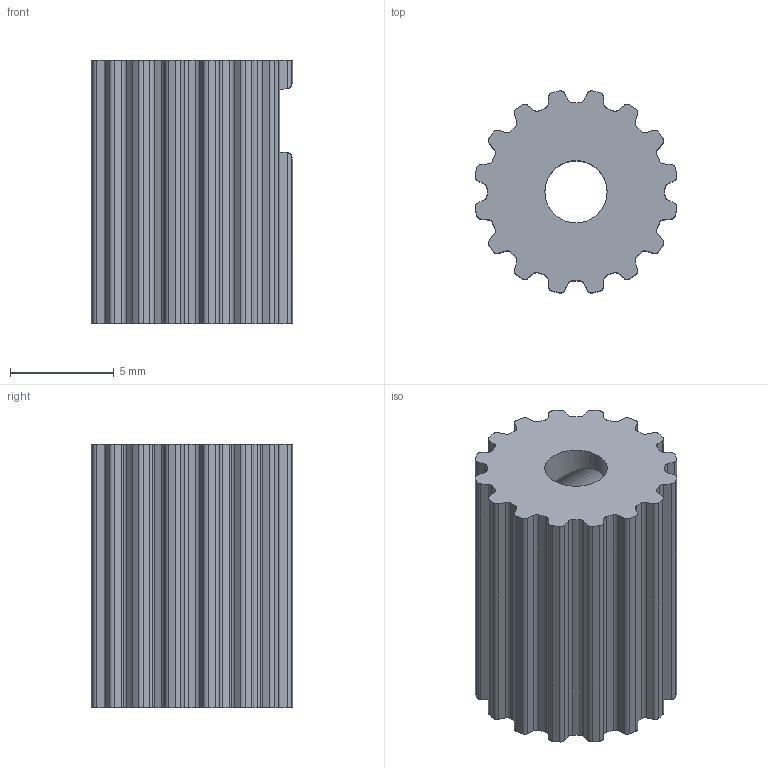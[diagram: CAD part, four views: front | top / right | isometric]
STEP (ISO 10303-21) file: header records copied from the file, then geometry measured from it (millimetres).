
FILE_DESCRIPTION (( 'STEP AP203' ), '1' );
FILE_NAME ('615314.STEP', '2014-09-16T14:18:30', ( 'Kyle' ), ( 'Microsoft' ), 'SwSTEP 2.0', 'SolidWorks 2014', '' );
FILE_SCHEMA (( 'CONFIG_CONTROL_DESIGN' ));
Length unit declared in the file: inch
Products named in the file (1): 615314
Bounding box: 9.71 x 9.71 x 12.7 mm (x, y, z)
Volume: 710.5 mm3; surface area: 761.1 mm2
Topology: 1 solids, 1 shells, 165 faces, 493 edges, 328 vertices
Faces by surface type: cylinder 106, plane 59
Entity records: 5806 total; most frequent: CARTESIAN_POINT 1181, ORIENTED_EDGE 986, DIRECTION 973, EDGE_CURVE 493, AXIS2_PLACEMENT_3D 356, VERTEX_POINT 328, VECTOR 261, LINE 261
